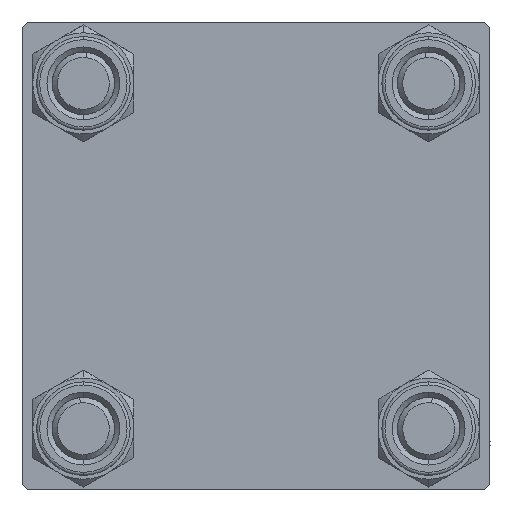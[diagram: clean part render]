
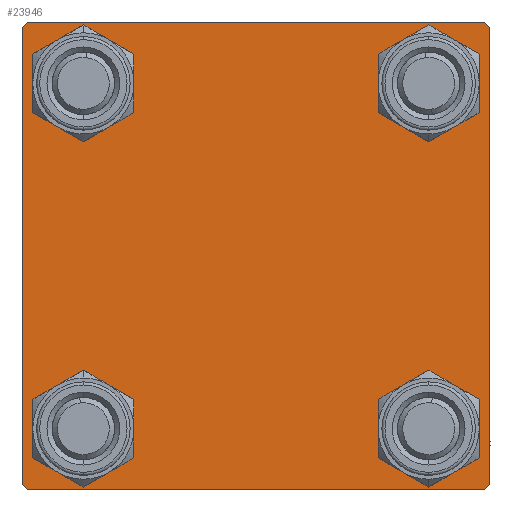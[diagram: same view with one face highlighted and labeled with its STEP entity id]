
A CAD part, left-side view. The second image highlights one B-rep face of the part: STEP entity #23946.
In plain terms, the highlighted planar face has unit normal (-1, 0, 0).
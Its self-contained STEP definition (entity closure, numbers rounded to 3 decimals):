
#483 = DIRECTION ( 'NONE',  ( 1., 0., 0. ) ) ;
#494 = CARTESIAN_POINT ( 'NONE',  ( 0., -16.6, -16.6 ) ) ;
#624 = DIRECTION ( 'NONE',  ( 1., 0., 0. ) ) ;
#654 = EDGE_CURVE ( 'NONE', #35563, #34392, #43573, .T. ) ;
#930 = CARTESIAN_POINT ( 'NONE',  ( 0., 22.5, -22. ) ) ;
#1019 = CIRCLE ( 'NONE', #29398, 3.5 ) ;
#1147 = EDGE_CURVE ( 'NONE', #30016, #48658, #33842, .T. ) ;
#1180 = CARTESIAN_POINT ( 'NONE',  ( 0., -22., -22.5 ) ) ;
#1462 = AXIS2_PLACEMENT_3D ( 'NONE', #46999, #26967, #27984 ) ;
#2186 = CARTESIAN_POINT ( 'NONE',  ( 0., 22.5, 22. ) ) ;
#2238 = CARTESIAN_POINT ( 'NONE',  ( 0., 22.25, -22.25 ) ) ;
#3237 = AXIS2_PLACEMENT_3D ( 'NONE', #23147, #38597, #49028 ) ;
#3473 = VERTEX_POINT ( 'NONE', #50002 ) ;
#3625 = DIRECTION ( 'NONE',  ( 0., 0., 1. ) ) ;
#3960 = CIRCLE ( 'NONE', #46088, 3.5 ) ;
#4175 = DIRECTION ( 'NONE',  ( 0., 0., -1. ) ) ;
#4242 = CARTESIAN_POINT ( 'NONE',  ( 0., 16.6, 16.6 ) ) ;
#4810 = DIRECTION ( 'NONE',  ( 0., 0., 1. ) ) ;
#5136 = DIRECTION ( 'NONE',  ( 0., 0., 1. ) ) ;
#5604 = EDGE_LOOP ( 'NONE', ( #30329, #36556 ) ) ;
#5629 = CARTESIAN_POINT ( 'NONE',  ( 0., 16.6, -16.6 ) ) ;
#5779 = ORIENTED_EDGE ( 'NONE', *, *, #31376, .T. ) ;
#6197 = ORIENTED_EDGE ( 'NONE', *, *, #9571, .T. ) ;
#6686 = ORIENTED_EDGE ( 'NONE', *, *, #15111, .T. ) ;
#7305 = DIRECTION ( 'NONE',  ( 1., 0., 0. ) ) ;
#7536 = EDGE_CURVE ( 'NONE', #27097, #3473, #49322, .T. ) ;
#7622 = DIRECTION ( 'NONE',  ( 0., -1., 0. ) ) ;
#8349 = VECTOR ( 'NONE', #28709, 1000. ) ;
#8432 = CARTESIAN_POINT ( 'NONE',  ( 0., 16.6, -13.1 ) ) ;
#8521 = ORIENTED_EDGE ( 'NONE', *, *, #16901, .T. ) ;
#8755 = DIRECTION ( 'NONE',  ( 0., 0., 1. ) ) ;
#9302 = ORIENTED_EDGE ( 'NONE', *, *, #49973, .F. ) ;
#9571 = EDGE_CURVE ( 'NONE', #48658, #30016, #44543, .T. ) ;
#9705 = AXIS2_PLACEMENT_3D ( 'NONE', #494, #31982, #39579 ) ;
#9917 = LINE ( 'NONE', #36811, #19693 ) ;
#9992 = VERTEX_POINT ( 'NONE', #2186 ) ;
#10721 = FACE_BOUND ( 'NONE', #5604, .T. ) ;
#11569 = VERTEX_POINT ( 'NONE', #18753 ) ;
#11810 = CARTESIAN_POINT ( 'NONE',  ( 0., -16.6, 16.6 ) ) ;
#11950 = AXIS2_PLACEMENT_3D ( 'NONE', #18861, #22922, #3625 ) ;
#12223 = LINE ( 'NONE', #32259, #8349 ) ;
#12383 = DIRECTION ( 'NONE',  ( 0., -0.707, 0.707 ) ) ;
#12579 = VECTOR ( 'NONE', #7622, 1000. ) ;
#13055 = VERTEX_POINT ( 'NONE', #30568 ) ;
#13227 = EDGE_LOOP ( 'NONE', ( #39562, #43597, #43494, #24839, #33712, #5779, #9302, #43562 ) ) ;
#13535 = LINE ( 'NONE', #25210, #30448 ) ;
#14426 = EDGE_CURVE ( 'NONE', #31911, #47250, #37007, .T. ) ;
#15031 = FACE_BOUND ( 'NONE', #23132, .T. ) ;
#15097 = VERTEX_POINT ( 'NONE', #8432 ) ;
#15111 = EDGE_CURVE ( 'NONE', #13055, #11569, #29849, .T. ) ;
#15553 = VECTOR ( 'NONE', #4175, 1000. ) ;
#15606 = EDGE_CURVE ( 'NONE', #11569, #13055, #33056, .T. ) ;
#16110 = EDGE_CURVE ( 'NONE', #15097, #44051, #19324, .T. ) ;
#16901 = EDGE_CURVE ( 'NONE', #3473, #27097, #3960, .T. ) ;
#17233 = CARTESIAN_POINT ( 'NONE',  ( 0., 22.5, 22.5 ) ) ;
#17733 = DIRECTION ( 'NONE',  ( 0., 0., -1. ) ) ;
#18445 = VECTOR ( 'NONE', #12383, 1000. ) ;
#18753 = CARTESIAN_POINT ( 'NONE',  ( 0., -16.6, 20.1 ) ) ;
#18790 = CARTESIAN_POINT ( 'NONE',  ( 0., 22.5, 22.5 ) ) ;
#18829 = FACE_BOUND ( 'NONE', #44165, .T. ) ;
#18861 = CARTESIAN_POINT ( 'NONE',  ( 0., -16.6, -16.6 ) ) ;
#19324 = CIRCLE ( 'NONE', #37150, 3.5 ) ;
#19693 = VECTOR ( 'NONE', #22103, 1000. ) ;
#20098 = AXIS2_PLACEMENT_3D ( 'NONE', #11810, #624, #8755 ) ;
#21896 = CARTESIAN_POINT ( 'NONE',  ( 0., -22., 22.5 ) ) ;
#22103 = DIRECTION ( 'NONE',  ( 0., 0.707, 0.707 ) ) ;
#22922 = DIRECTION ( 'NONE',  ( 1., 0., 0. ) ) ;
#23132 = EDGE_LOOP ( 'NONE', ( #48663, #6686 ) ) ;
#23147 = CARTESIAN_POINT ( 'NONE',  ( 0., 0., 0. ) ) ;
#23471 = LINE ( 'NONE', #38936, #15553 ) ;
#23946 = ADVANCED_FACE ( 'NONE', ( #15031, #18829, #10721, #26452, #50011 ), #30510, .T. ) ;
#24635 = CARTESIAN_POINT ( 'NONE',  ( 0., -22.5, 22. ) ) ;
#24839 = ORIENTED_EDGE ( 'NONE', *, *, #654, .T. ) ;
#25210 = CARTESIAN_POINT ( 'NONE',  ( 0., 22.25, 22.25 ) ) ;
#26452 = FACE_BOUND ( 'NONE', #39897, .T. ) ;
#26967 = DIRECTION ( 'NONE',  ( 1., 0., 0. ) ) ;
#27097 = VERTEX_POINT ( 'NONE', #32236 ) ;
#27622 = CARTESIAN_POINT ( 'NONE',  ( 0., 16.6, -16.6 ) ) ;
#27651 = CARTESIAN_POINT ( 'NONE',  ( 0., 16.6, 16.6 ) ) ;
#27984 = DIRECTION ( 'NONE',  ( 0., 0., 1. ) ) ;
#28709 = DIRECTION ( 'NONE',  ( 0., -1., 0. ) ) ;
#28733 = DIRECTION ( 'NONE',  ( 1., 0., 0. ) ) ;
#28769 = DIRECTION ( 'NONE',  ( 0., 0.707, -0.707 ) ) ;
#28787 = CARTESIAN_POINT ( 'NONE',  ( 0., 22., 22.5 ) ) ;
#29398 = AXIS2_PLACEMENT_3D ( 'NONE', #27622, #39284, #38269 ) ;
#29724 = EDGE_CURVE ( 'NONE', #9992, #31911, #49167, .T. ) ;
#29849 = CIRCLE ( 'NONE', #1462, 3.5 ) ;
#30016 = VERTEX_POINT ( 'NONE', #35878 ) ;
#30146 = VERTEX_POINT ( 'NONE', #21896 ) ;
#30329 = ORIENTED_EDGE ( 'NONE', *, *, #16110, .T. ) ;
#30448 = VECTOR ( 'NONE', #28769, 1000. ) ;
#30510 = PLANE ( 'NONE',  #3237 ) ;
#30568 = CARTESIAN_POINT ( 'NONE',  ( 0., -16.6, 13.1 ) ) ;
#31201 = EDGE_CURVE ( 'NONE', #47250, #35563, #12223, .T. ) ;
#31376 = EDGE_CURVE ( 'NONE', #47914, #30146, #9917, .T. ) ;
#31751 = CARTESIAN_POINT ( 'NONE',  ( 0., -16.6, -20.1 ) ) ;
#31911 = VERTEX_POINT ( 'NONE', #930 ) ;
#31982 = DIRECTION ( 'NONE',  ( 1., 0., 0. ) ) ;
#32236 = CARTESIAN_POINT ( 'NONE',  ( 0., 16.6, 13.1 ) ) ;
#32259 = CARTESIAN_POINT ( 'NONE',  ( 0., 22.5, -22.5 ) ) ;
#32330 = EDGE_CURVE ( 'NONE', #47914, #34392, #23471, .T. ) ;
#33056 = CIRCLE ( 'NONE', #20098, 3.5 ) ;
#33212 = DIRECTION ( 'NONE',  ( 0., -0.707, -0.707 ) ) ;
#33712 = ORIENTED_EDGE ( 'NONE', *, *, #32330, .F. ) ;
#33842 = CIRCLE ( 'NONE', #11950, 3.5 ) ;
#33845 = EDGE_CURVE ( 'NONE', #44051, #15097, #1019, .T. ) ;
#34116 = ORIENTED_EDGE ( 'NONE', *, *, #7536, .T. ) ;
#34392 = VERTEX_POINT ( 'NONE', #35236 ) ;
#35236 = CARTESIAN_POINT ( 'NONE',  ( 0., -22.5, -22. ) ) ;
#35563 = VERTEX_POINT ( 'NONE', #1180 ) ;
#35878 = CARTESIAN_POINT ( 'NONE',  ( 0., -16.6, -13.1 ) ) ;
#36556 = ORIENTED_EDGE ( 'NONE', *, *, #33845, .T. ) ;
#36811 = CARTESIAN_POINT ( 'NONE',  ( 0., -22.25, 22.25 ) ) ;
#37007 = LINE ( 'NONE', #2238, #43565 ) ;
#37025 = VERTEX_POINT ( 'NONE', #28787 ) ;
#37150 = AXIS2_PLACEMENT_3D ( 'NONE', #5629, #28733, #5136 ) ;
#38269 = DIRECTION ( 'NONE',  ( 0., 0., 1. ) ) ;
#38597 = DIRECTION ( 'NONE',  ( -1., 0., 0. ) ) ;
#38738 = DIRECTION ( 'NONE',  ( 0., 0., 1. ) ) ;
#38936 = CARTESIAN_POINT ( 'NONE',  ( 0., -22.5, 22.5 ) ) ;
#39284 = DIRECTION ( 'NONE',  ( 1., 0., 0. ) ) ;
#39562 = ORIENTED_EDGE ( 'NONE', *, *, #29724, .T. ) ;
#39579 = DIRECTION ( 'NONE',  ( 0., 0., 1. ) ) ;
#39897 = EDGE_LOOP ( 'NONE', ( #8521, #34116 ) ) ;
#41039 = EDGE_CURVE ( 'NONE', #37025, #9992, #13535, .T. ) ;
#41051 = ORIENTED_EDGE ( 'NONE', *, *, #1147, .T. ) ;
#41578 = CARTESIAN_POINT ( 'NONE',  ( 0., 16.6, -20.1 ) ) ;
#43494 = ORIENTED_EDGE ( 'NONE', *, *, #31201, .T. ) ;
#43562 = ORIENTED_EDGE ( 'NONE', *, *, #41039, .T. ) ;
#43565 = VECTOR ( 'NONE', #33212, 1000. ) ;
#43573 = LINE ( 'NONE', #47877, #18445 ) ;
#43597 = ORIENTED_EDGE ( 'NONE', *, *, #14426, .T. ) ;
#44051 = VERTEX_POINT ( 'NONE', #41578 ) ;
#44165 = EDGE_LOOP ( 'NONE', ( #41051, #6197 ) ) ;
#44543 = CIRCLE ( 'NONE', #9705, 3.5 ) ;
#45579 = CARTESIAN_POINT ( 'NONE',  ( 0., 22., -22.5 ) ) ;
#46088 = AXIS2_PLACEMENT_3D ( 'NONE', #4242, #7305, #38738 ) ;
#46183 = LINE ( 'NONE', #18790, #12579 ) ;
#46915 = AXIS2_PLACEMENT_3D ( 'NONE', #27651, #483, #4810 ) ;
#46999 = CARTESIAN_POINT ( 'NONE',  ( 0., -16.6, 16.6 ) ) ;
#47250 = VERTEX_POINT ( 'NONE', #45579 ) ;
#47877 = CARTESIAN_POINT ( 'NONE',  ( 0., -22.25, -22.25 ) ) ;
#47914 = VERTEX_POINT ( 'NONE', #24635 ) ;
#48005 = VECTOR ( 'NONE', #17733, 1000. ) ;
#48658 = VERTEX_POINT ( 'NONE', #31751 ) ;
#48663 = ORIENTED_EDGE ( 'NONE', *, *, #15606, .T. ) ;
#49028 = DIRECTION ( 'NONE',  ( 0., 0., 1. ) ) ;
#49167 = LINE ( 'NONE', #17233, #48005 ) ;
#49322 = CIRCLE ( 'NONE', #46915, 3.5 ) ;
#49973 = EDGE_CURVE ( 'NONE', #37025, #30146, #46183, .T. ) ;
#50002 = CARTESIAN_POINT ( 'NONE',  ( 0., 16.6, 20.1 ) ) ;
#50011 = FACE_OUTER_BOUND ( 'NONE', #13227, .T. ) ;
